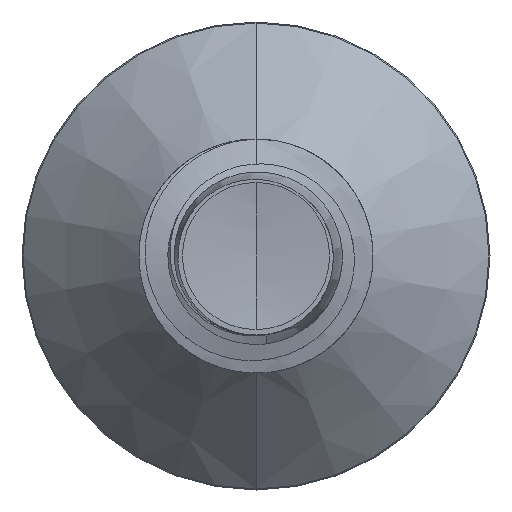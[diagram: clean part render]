
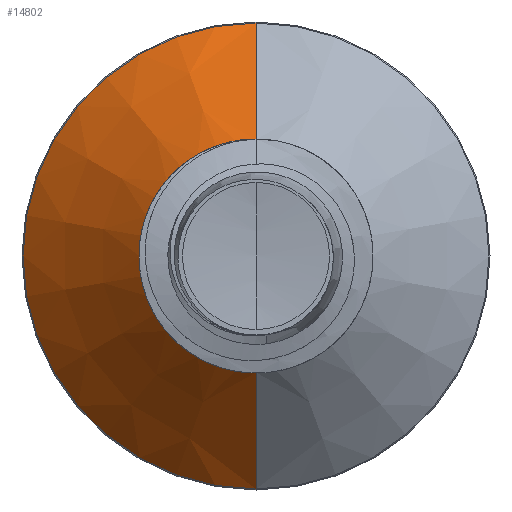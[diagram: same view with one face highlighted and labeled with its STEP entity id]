
A CAD part, front view. The second image highlights one B-rep face of the part: STEP entity #14802.
In plain terms, the highlighted conical face has half-angle 45 degrees and reference radius 0.996 mm.
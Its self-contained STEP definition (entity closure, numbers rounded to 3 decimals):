
#167 = AXIS2_PLACEMENT_3D ( 'NONE', #13668, #3035, #15214 ) ;
#818 = EDGE_LOOP ( 'NONE', ( #2006, #2741, #3085, #4467 ) ) ;
#1375 = DIRECTION ( 'NONE',  ( 0., 0., 1. ) ) ;
#1410 = DIRECTION ( 'NONE',  ( 0., 1., 0. ) ) ;
#1439 = CARTESIAN_POINT ( 'NONE',  ( 0., 6.646, 0. ) ) ;
#2006 = ORIENTED_EDGE ( 'NONE', *, *, #8155, .F. ) ;
#2293 = CARTESIAN_POINT ( 'NONE',  ( 0., 6.646, -0.996 ) ) ;
#2741 = ORIENTED_EDGE ( 'NONE', *, *, #3218, .T. ) ;
#3035 = DIRECTION ( 'NONE',  ( 0., 1., 0. ) ) ;
#3085 = ORIENTED_EDGE ( 'NONE', *, *, #21170, .T. ) ;
#3218 = EDGE_CURVE ( 'NONE', #5437, #7828, #17076, .T. ) ;
#4020 = LINE ( 'NONE', #15454, #9119 ) ;
#4467 = ORIENTED_EDGE ( 'NONE', *, *, #9222, .F. ) ;
#5024 = LINE ( 'NONE', #22171, #13553 ) ;
#5314 = AXIS2_PLACEMENT_3D ( 'NONE', #14007, #15637, #17197 ) ;
#5437 = VERTEX_POINT ( 'NONE', #2293 ) ;
#7481 = CARTESIAN_POINT ( 'NONE',  ( 0., 7.641, -1.991 ) ) ;
#7828 = VERTEX_POINT ( 'NONE', #12182 ) ;
#8155 = EDGE_CURVE ( 'NONE', #5437, #20832, #4020, .T. ) ;
#9119 = VECTOR ( 'NONE', #12323, 1000. ) ;
#9222 = EDGE_CURVE ( 'NONE', #20832, #20406, #14532, .T. ) ;
#10907 = FACE_OUTER_BOUND ( 'NONE', #818, .T. ) ;
#12182 = CARTESIAN_POINT ( 'NONE',  ( 0., 6.646, 0.996 ) ) ;
#12323 = DIRECTION ( 'NONE',  ( 0., 0.707, -0.707 ) ) ;
#12923 = DIRECTION ( 'NONE',  ( 0., 0.707, 0.707 ) ) ;
#13553 = VECTOR ( 'NONE', #12923, 1000. ) ;
#13668 = CARTESIAN_POINT ( 'NONE',  ( 0., 7.641, 0. ) ) ;
#14007 = CARTESIAN_POINT ( 'NONE',  ( 0., 6.646, 0. ) ) ;
#14513 = CONICAL_SURFACE ( 'NONE', #5314, 0.996, 0.785 ) ;
#14532 = CIRCLE ( 'NONE', #167, 1.991 ) ;
#14802 = ADVANCED_FACE ( 'NONE', ( #10907 ), #14513, .T. ) ;
#15214 = DIRECTION ( 'NONE',  ( 0., 0., 1. ) ) ;
#15454 = CARTESIAN_POINT ( 'NONE',  ( 0., 6.646, -0.996 ) ) ;
#15637 = DIRECTION ( 'NONE',  ( 0., 1., 0. ) ) ;
#15717 = AXIS2_PLACEMENT_3D ( 'NONE', #1439, #1410, #1375 ) ;
#17076 = CIRCLE ( 'NONE', #15717, 0.996 ) ;
#17197 = DIRECTION ( 'NONE',  ( 0., 0., 1. ) ) ;
#19893 = CARTESIAN_POINT ( 'NONE',  ( 0., 7.641, 1.991 ) ) ;
#20406 = VERTEX_POINT ( 'NONE', #19893 ) ;
#20832 = VERTEX_POINT ( 'NONE', #7481 ) ;
#21170 = EDGE_CURVE ( 'NONE', #7828, #20406, #5024, .T. ) ;
#22171 = CARTESIAN_POINT ( 'NONE',  ( 0., 6.646, 0.996 ) ) ;
